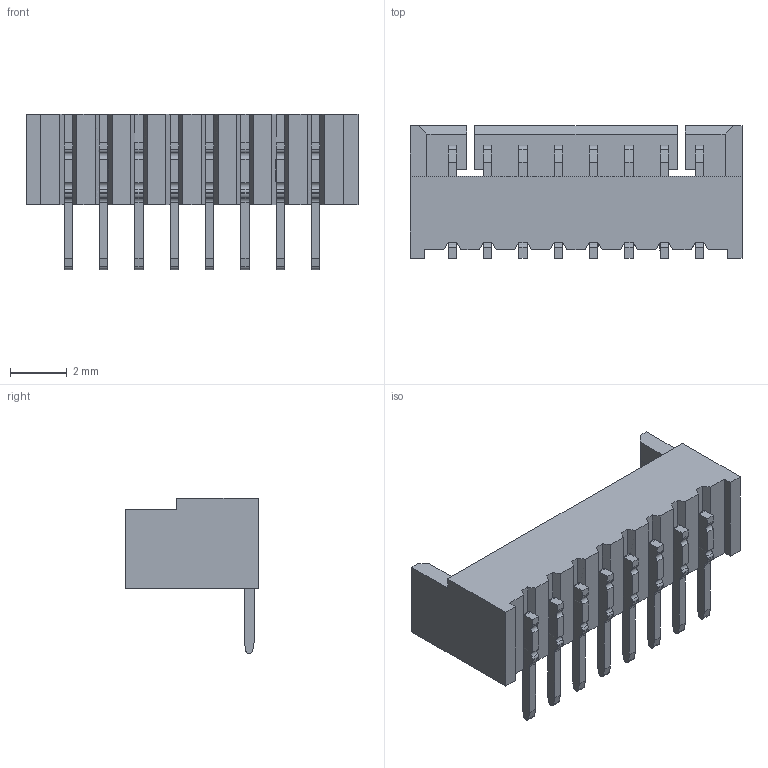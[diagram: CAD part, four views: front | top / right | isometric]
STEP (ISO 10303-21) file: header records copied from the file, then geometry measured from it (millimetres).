
FILE_DESCRIPTION( ('This file contains a STEP AP42 implementation' ,'as created by ZW3D STEP Interface translator.') ,'2;1' );
FILE_NAME( 'WF1251-WRXXWR1.stp' ,'23 411.182152', (''), ('ZWCAD Software Co.'), 'Version 1.0', 'ZW3D to STEP translator', '' );
FILE_SCHEMA(('AUTOMOTIVE_DESIGN { 1 0 10303 214 1 1 1 1 }'));
Length unit declared in the file: millimetre
Products named in the file (2): 0; WF1251-WRXXWR1
Bounding box: 11.75 x 4.7 x 5.5 mm (x, y, z)
Volume: 81.4 mm3; surface area: 343.2 mm2
Topology: 1 solids, 1 shells, 392 faces, 1061 edges, 679 vertices
Faces by surface type: plane 296, cylinder 96
Entity records: 12581 total; most frequent: CARTESIAN_POINT 2133, ORIENTED_EDGE 2130, DIRECTION 2039, EDGE_CURVE 1061, VECTOR 869, LINE 869, VERTEX_POINT 679, AXIS2_PLACEMENT_3D 585
